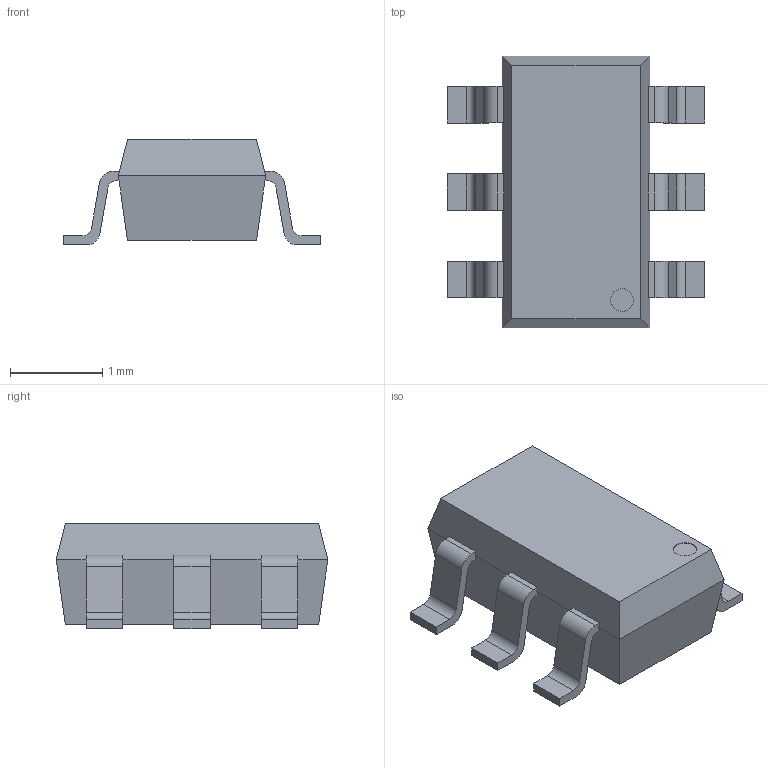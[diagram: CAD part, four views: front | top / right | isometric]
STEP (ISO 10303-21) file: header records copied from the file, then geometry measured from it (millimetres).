
FILE_DESCRIPTION((''),'2;1');
FILE_NAME('SOT-23-6_MCRCHP','2010-10-20T',('Simon'),(''),'PRO/ENGINEER BY PARAMETRIC TECHNOLOGY CORPORATION, 2008400','PRO/ENGINEER BY PARAMETRIC TECHNOLOGY CORPORATION, 2008400','');
FILE_SCHEMA(('AUTOMOTIVE_DESIGN_CC2 { 1 2 10303 214 -1 1 5 2 }'));
Length unit declared in the file: millimetre
Products named in the file (1): SOT-23-6_MCRCHP
Bounding box: 2.8 x 2.95 x 1.15 mm (x, y, z)
Volume: 5 mm3; surface area: 24.2 mm2
Topology: 1 solids, 1 shells, 91 faces, 260 edges, 172 vertices
Faces by surface type: plane 65, cylinder 26
Entity records: 3923 total; most frequent: CARTESIAN_POINT 523, ORIENTED_EDGE 520, DIRECTION 494, PRESENTATION_STYLE_ASSIGNMENT 272, STYLED_ITEM 261, CURVE_STYLE 260, EDGE_CURVE 260, VECTOR 208
